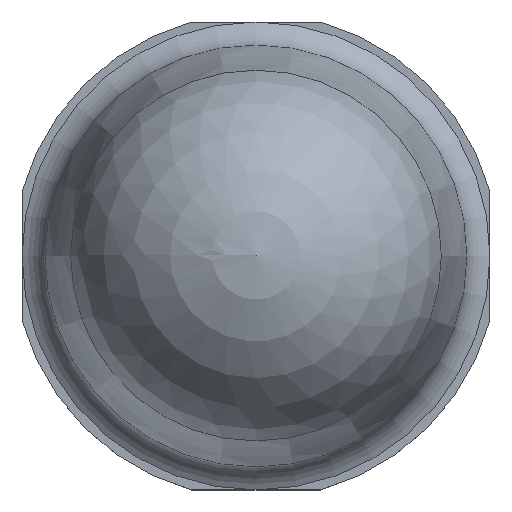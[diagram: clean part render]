
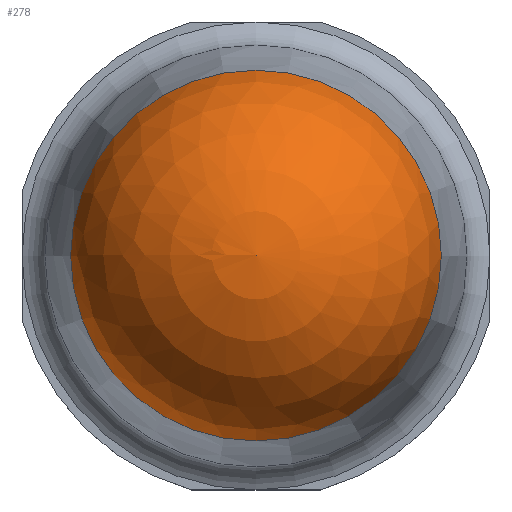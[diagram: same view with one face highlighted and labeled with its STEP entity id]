
A CAD part, top view. The second image highlights one B-rep face of the part: STEP entity #278.
In plain terms, the highlighted spherical face has radius 1.4 mm.
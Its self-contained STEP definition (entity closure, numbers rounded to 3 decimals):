
#17=SPHERICAL_SURFACE('',#320,1.4);
#35=FACE_OUTER_BOUND('',#51,.T.);
#51=EDGE_LOOP('',(#238,#239,#240,#241));
#108=CIRCLE('',#321,1.386);
#109=CIRCLE('',#322,1.4);
#110=CIRCLE('',#323,1.386);
#134=VERTEX_POINT('',#487);
#135=VERTEX_POINT('',#488);
#136=VERTEX_POINT('',#490);
#171=EDGE_CURVE('',#134,#135,#108,.T.);
#172=EDGE_CURVE('',#135,#136,#109,.T.);
#173=EDGE_CURVE('',#135,#134,#110,.T.);
#238=ORIENTED_EDGE('',*,*,#171,.T.);
#239=ORIENTED_EDGE('',*,*,#172,.T.);
#240=ORIENTED_EDGE('',*,*,#172,.F.);
#241=ORIENTED_EDGE('',*,*,#173,.T.);
#278=ADVANCED_FACE('',(#35),#17,.T.);
#320=AXIS2_PLACEMENT_3D('',#486,#401,#402);
#321=AXIS2_PLACEMENT_3D('',#489,#403,#404);
#322=AXIS2_PLACEMENT_3D('',#491,#405,#406);
#323=AXIS2_PLACEMENT_3D('',#492,#407,#408);
#401=DIRECTION('center_axis',(0.,0.,1.));
#402=DIRECTION('ref_axis',(1.,0.,0.));
#403=DIRECTION('center_axis',(0.,0.,1.));
#404=DIRECTION('ref_axis',(1.,0.,0.));
#405=DIRECTION('center_axis',(0.,1.,0.));
#406=DIRECTION('ref_axis',(-1.,0.,0.));
#407=DIRECTION('center_axis',(0.,0.,1.));
#408=DIRECTION('ref_axis',(1.,0.,0.));
#486=CARTESIAN_POINT('Origin',(0.,0.,2.11));
#487=CARTESIAN_POINT('',(1.386,0.,2.306));
#488=CARTESIAN_POINT('',(-1.386,0.,2.306));
#489=CARTESIAN_POINT('Origin',(0.,0.,2.306));
#490=CARTESIAN_POINT('',(0.,0.,3.51));
#491=CARTESIAN_POINT('Origin',(0.,0.,2.11));
#492=CARTESIAN_POINT('Origin',(0.,0.,2.306));
